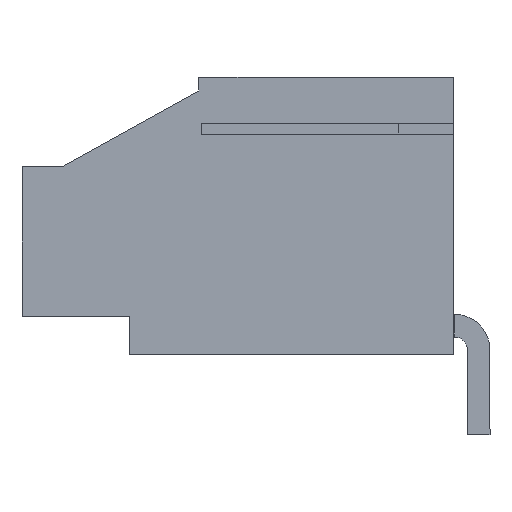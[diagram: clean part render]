
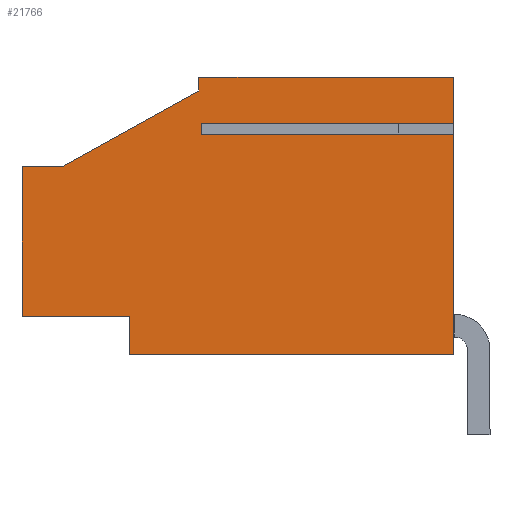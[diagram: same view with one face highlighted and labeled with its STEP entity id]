
A CAD part, left-side view. The second image highlights one B-rep face of the part: STEP entity #21766.
In plain terms, the highlighted planar face has unit normal (-1, 0, 0).
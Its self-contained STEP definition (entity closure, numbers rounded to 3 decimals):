
#21730=AXIS2_PLACEMENT_3D('Plane Axis2P3D',#21727,#21728,#21729) ;
#21312=CARTESIAN_POINT('Vertex',(-25.4,18.57,11.963)) ;
#21319=CARTESIAN_POINT('Vertex',(-25.4,18.57,6.022)) ;
#21322=CARTESIAN_POINT('Line Origine',(-25.4,18.57,8.992)) ;
#21355=CARTESIAN_POINT('Vertex',(-25.4,16.958,11.963)) ;
#21358=CARTESIAN_POINT('Line Origine',(-25.4,17.764,11.963)) ;
#21379=CARTESIAN_POINT('Vertex',(-25.4,11.55,14.961)) ;
#21382=CARTESIAN_POINT('Line Origine',(-25.4,14.254,13.462)) ;
#21406=CARTESIAN_POINT('Line Origine',(-25.4,11.55,15.239)) ;
#21410=CARTESIAN_POINT('Vertex',(-25.4,11.55,15.517)) ;
#21430=CARTESIAN_POINT('Line Origine',(-25.4,6.5,15.517)) ;
#21434=CARTESIAN_POINT('Vertex',(-25.4,1.45,15.517)) ;
#21472=CARTESIAN_POINT('Vertex',(-25.4,1.45,13.692)) ;
#21514=CARTESIAN_POINT('Vertex',(-25.4,1.45,13.242)) ;
#21517=CARTESIAN_POINT('Line Origine',(-25.4,1.45,8.879)) ;
#21521=CARTESIAN_POINT('Vertex',(-25.4,1.45,4.517)) ;
#21529=CARTESIAN_POINT('Line Origine',(-25.4,1.45,14.604)) ;
#21620=CARTESIAN_POINT('Vertex',(-25.4,14.3,4.517)) ;
#21638=CARTESIAN_POINT('Line Origine',(-25.4,7.875,4.517)) ;
#21671=CARTESIAN_POINT('Vertex',(-25.4,14.3,6.022)) ;
#21674=CARTESIAN_POINT('Line Origine',(-25.4,14.3,5.269)) ;
#21715=CARTESIAN_POINT('Line Origine',(-25.4,16.435,6.022)) ;
#21727=CARTESIAN_POINT('Axis2P3D Location',(-25.4,10.01,10.017)) ;
#21732=CARTESIAN_POINT('Line Origine',(-25.4,6.45,13.242)) ;
#21736=CARTESIAN_POINT('Vertex',(-25.4,11.45,13.242)) ;
#21739=CARTESIAN_POINT('Line Origine',(-25.4,11.45,13.467)) ;
#21743=CARTESIAN_POINT('Vertex',(-25.4,11.45,13.692)) ;
#21746=CARTESIAN_POINT('Line Origine',(-25.4,6.45,13.692)) ;
#21323=DIRECTION('Vector Direction',(0.,0.,1.)) ;
#21359=DIRECTION('Vector Direction',(0.,-1.,0.)) ;
#21383=DIRECTION('Vector Direction',(0.,-0.875,0.485)) ;
#21407=DIRECTION('Vector Direction',(0.,0.,-1.)) ;
#21431=DIRECTION('Vector Direction',(0.,1.,0.)) ;
#21518=DIRECTION('Vector Direction',(0.,0.,1.)) ;
#21530=DIRECTION('Vector Direction',(0.,0.,1.)) ;
#21639=DIRECTION('Vector Direction',(0.,1.,0.)) ;
#21675=DIRECTION('Vector Direction',(0.,0.,1.)) ;
#21716=DIRECTION('Vector Direction',(0.,-1.,0.)) ;
#21728=DIRECTION('Axis2P3D Direction',(-1.,0.,0.)) ;
#21729=DIRECTION('Axis2P3D XDirection',(0.,0.,1.)) ;
#21733=DIRECTION('Vector Direction',(0.,1.,0.)) ;
#21740=DIRECTION('Vector Direction',(0.,0.,1.)) ;
#21747=DIRECTION('Vector Direction',(0.,1.,0.)) ;
#21324=VECTOR('Line Direction',#21323,1.) ;
#21360=VECTOR('Line Direction',#21359,1.) ;
#21384=VECTOR('Line Direction',#21383,1.) ;
#21408=VECTOR('Line Direction',#21407,1.) ;
#21432=VECTOR('Line Direction',#21431,1.) ;
#21519=VECTOR('Line Direction',#21518,1.) ;
#21531=VECTOR('Line Direction',#21530,1.) ;
#21640=VECTOR('Line Direction',#21639,1.) ;
#21676=VECTOR('Line Direction',#21675,1.) ;
#21717=VECTOR('Line Direction',#21716,1.) ;
#21734=VECTOR('Line Direction',#21733,1.) ;
#21741=VECTOR('Line Direction',#21740,1.) ;
#21748=VECTOR('Line Direction',#21747,1.) ;
#21752=ORIENTED_EDGE('',*,*,#21533,.T.) ;
#21753=ORIENTED_EDGE('',*,*,#21436,.T.) ;
#21754=ORIENTED_EDGE('',*,*,#21412,.T.) ;
#21755=ORIENTED_EDGE('',*,*,#21386,.F.) ;
#21756=ORIENTED_EDGE('',*,*,#21362,.F.) ;
#21757=ORIENTED_EDGE('',*,*,#21326,.F.) ;
#21758=ORIENTED_EDGE('',*,*,#21719,.T.) ;
#21759=ORIENTED_EDGE('',*,*,#21678,.F.) ;
#21760=ORIENTED_EDGE('',*,*,#21642,.F.) ;
#21761=ORIENTED_EDGE('',*,*,#21523,.T.) ;
#21762=ORIENTED_EDGE('',*,*,#21738,.T.) ;
#21763=ORIENTED_EDGE('',*,*,#21745,.T.) ;
#21764=ORIENTED_EDGE('',*,*,#21750,.F.) ;
#21766=ADVANCED_FACE('10',(#21765),#21731,.T.) ;
#21326=EDGE_CURVE('',#21320,#21313,#21325,.T.) ;
#21362=EDGE_CURVE('',#21313,#21356,#21361,.T.) ;
#21386=EDGE_CURVE('',#21356,#21380,#21385,.T.) ;
#21412=EDGE_CURVE('',#21411,#21380,#21409,.T.) ;
#21436=EDGE_CURVE('',#21435,#21411,#21433,.T.) ;
#21523=EDGE_CURVE('',#21522,#21515,#21520,.T.) ;
#21533=EDGE_CURVE('',#21473,#21435,#21532,.T.) ;
#21642=EDGE_CURVE('',#21522,#21621,#21641,.T.) ;
#21678=EDGE_CURVE('',#21621,#21672,#21677,.T.) ;
#21719=EDGE_CURVE('',#21320,#21672,#21718,.T.) ;
#21738=EDGE_CURVE('',#21515,#21737,#21735,.T.) ;
#21745=EDGE_CURVE('',#21737,#21744,#21742,.T.) ;
#21750=EDGE_CURVE('',#21473,#21744,#21749,.T.) ;
#21751=EDGE_LOOP('',(#21752,#21753,#21754,#21755,#21756,#21757,#21758,#21759,#21760,#21761,#21762,#21763,#21764)) ;
#21765=FACE_OUTER_BOUND('',#21751,.T.) ;
#21325=LINE('Line',#21322,#21324) ;
#21361=LINE('Line',#21358,#21360) ;
#21385=LINE('Line',#21382,#21384) ;
#21409=LINE('Line',#21406,#21408) ;
#21433=LINE('Line',#21430,#21432) ;
#21520=LINE('Line',#21517,#21519) ;
#21532=LINE('Line',#21529,#21531) ;
#21641=LINE('Line',#21638,#21640) ;
#21677=LINE('Line',#21674,#21676) ;
#21718=LINE('Line',#21715,#21717) ;
#21735=LINE('Line',#21732,#21734) ;
#21742=LINE('Line',#21739,#21741) ;
#21749=LINE('Line',#21746,#21748) ;
#21731=PLANE('',#21730) ;
#21313=VERTEX_POINT('',#21312) ;
#21320=VERTEX_POINT('',#21319) ;
#21356=VERTEX_POINT('',#21355) ;
#21380=VERTEX_POINT('',#21379) ;
#21411=VERTEX_POINT('',#21410) ;
#21435=VERTEX_POINT('',#21434) ;
#21473=VERTEX_POINT('',#21472) ;
#21515=VERTEX_POINT('',#21514) ;
#21522=VERTEX_POINT('',#21521) ;
#21621=VERTEX_POINT('',#21620) ;
#21672=VERTEX_POINT('',#21671) ;
#21737=VERTEX_POINT('',#21736) ;
#21744=VERTEX_POINT('',#21743) ;
